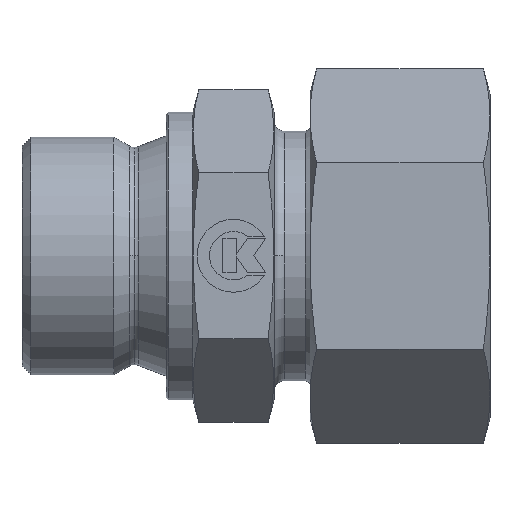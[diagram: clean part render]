
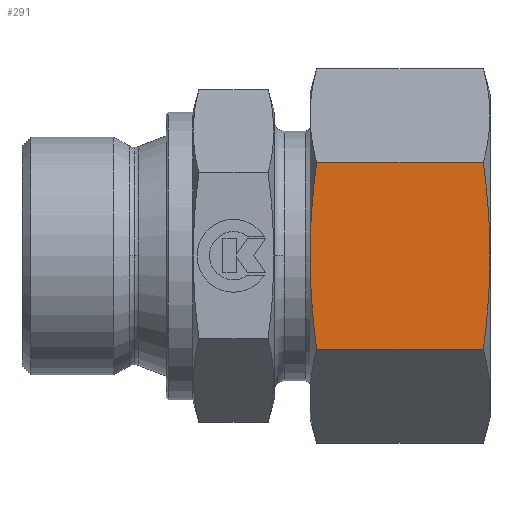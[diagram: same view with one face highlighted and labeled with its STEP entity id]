
A CAD part, top view. The second image highlights one B-rep face of the part: STEP entity #291.
In plain terms, the highlighted planar face has unit normal (0, 0, 1).
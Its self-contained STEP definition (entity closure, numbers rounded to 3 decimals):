
#291 = ADVANCED_FACE( '', ( #566 ), #567, .F. );
#566 = FACE_OUTER_BOUND( '', #865, .T. );
#567 = PLANE( '', #866 );
#865 = EDGE_LOOP( '', ( #1829, #1830, #1831, #1832, #1833, #1834 ) );
#866 = AXIS2_PLACEMENT_3D( '', #1835, #1836, #1837 );
#1829 = ORIENTED_EDGE( '', *, *, #2294, .F. );
#1830 = ORIENTED_EDGE( '', *, *, #2286, .F. );
#1831 = ORIENTED_EDGE( '', *, *, #2295, .F. );
#1832 = ORIENTED_EDGE( '', *, *, #2296, .F. );
#1833 = ORIENTED_EDGE( '', *, *, #2289, .T. );
#1834 = ORIENTED_EDGE( '', *, *, #2297, .F. );
#1835 = CARTESIAN_POINT( '', ( 30., -10.392, 18. ) );
#1836 = DIRECTION( '', ( 0., 0., -1. ) );
#1837 = DIRECTION( '', ( 0., -1., 0. ) );
#2286 = EDGE_CURVE( '', #2797, #2799, #2800, .T. );
#2289 = EDGE_CURVE( '', #2805, #2802, #2806, .T. );
#2294 = EDGE_CURVE( '', #2799, #2812, #2813, .T. );
#2295 = EDGE_CURVE( '', #2814, #2797, #2815, .T. );
#2296 = EDGE_CURVE( '', #2805, #2814, #2816, .T. );
#2297 = EDGE_CURVE( '', #2812, #2802, #2817, .T. );
#2797 = VERTEX_POINT( '', #3740 );
#2799 = VERTEX_POINT( '', #3751 );
#2800 = LINE( '', #3752, #3753 );
#2802 = VERTEX_POINT( '', #3764 );
#2805 = VERTEX_POINT( '', #3776 );
#2806 = LINE( '', #3777, #3778 );
#2812 = VERTEX_POINT( '', #3812 );
#2813 = ( B_SPLINE_CURVE( 2, ( #3814, #3815, #3816 ), .UNSPECIFIED., .F., .F. )B_SPLINE_CURVE_WITH_KNOTS( ( 3, 3 ), ( 8.684, 20.294 ), .UNSPECIFIED. )RATIONAL_B_SPLINE_CURVE( ( 1.058, 1.068, 1. ) )BOUNDED_CURVE(  )REPRESENTATION_ITEM( '' )GEOMETRIC_REPRESENTATION_ITEM(  )CURVE(  ) );
#2814 = VERTEX_POINT( '', #3823 );
#2815 = ( B_SPLINE_CURVE( 2, ( #3825, #3826, #3827 ), .UNSPECIFIED., .F., .F. )B_SPLINE_CURVE_WITH_KNOTS( ( 3, 3 ), ( 20.294, 31.904 ), .UNSPECIFIED. )RATIONAL_B_SPLINE_CURVE( ( 1., 1.068, 1.058 ) )BOUNDED_CURVE(  )REPRESENTATION_ITEM( '' )GEOMETRIC_REPRESENTATION_ITEM(  )CURVE(  ) );
#2816 = ( B_SPLINE_CURVE( 2, ( #3835, #3836, #3837 ), .UNSPECIFIED., .F., .F. )B_SPLINE_CURVE_WITH_KNOTS( ( 3, 3 ), ( 8.684, 20.294 ), .UNSPECIFIED. )RATIONAL_B_SPLINE_CURVE( ( 1.058, 1.068, 1. ) )BOUNDED_CURVE(  )REPRESENTATION_ITEM( '' )GEOMETRIC_REPRESENTATION_ITEM(  )CURVE(  ) );
#2817 = ( B_SPLINE_CURVE( 2, ( #3845, #3846, #3847 ), .UNSPECIFIED., .F., .F. )B_SPLINE_CURVE_WITH_KNOTS( ( 3, 3 ), ( 20.294, 31.904 ), .UNSPECIFIED. )RATIONAL_B_SPLINE_CURVE( ( 1., 1.068, 1.058 ) )BOUNDED_CURVE(  )REPRESENTATION_ITEM( '' )GEOMETRIC_REPRESENTATION_ITEM(  )CURVE(  ) );
#3740 = CARTESIAN_POINT( '', ( 29.254, -10.392, 18. ) );
#3751 = CARTESIAN_POINT( '', ( 10.746, -10.392, 18. ) );
#3752 = CARTESIAN_POINT( '', ( 30., -10.392, 18. ) );
#3753 = VECTOR( '', #4439, 1. );
#3764 = CARTESIAN_POINT( '', ( 10.746, 10.392, 18. ) );
#3776 = CARTESIAN_POINT( '', ( 29.254, 10.392, 18. ) );
#3777 = CARTESIAN_POINT( '', ( 30., 10.392, 18. ) );
#3778 = VECTOR( '', #4440, 1. );
#3812 = CARTESIAN_POINT( '', ( 10., 0., 18. ) );
#3814 = CARTESIAN_POINT( '', ( 10.746, -10.392, 18. ) );
#3815 = CARTESIAN_POINT( '', ( 10., -4.823, 18. ) );
#3816 = CARTESIAN_POINT( '', ( 10., 0., 18. ) );
#3823 = CARTESIAN_POINT( '', ( 30., 0., 18. ) );
#3825 = CARTESIAN_POINT( '', ( 30., 0., 18. ) );
#3826 = CARTESIAN_POINT( '', ( 30., -4.823, 18. ) );
#3827 = CARTESIAN_POINT( '', ( 29.254, -10.392, 18. ) );
#3835 = CARTESIAN_POINT( '', ( 29.254, 10.392, 18. ) );
#3836 = CARTESIAN_POINT( '', ( 30., 4.823, 18. ) );
#3837 = CARTESIAN_POINT( '', ( 30., 0., 18. ) );
#3845 = CARTESIAN_POINT( '', ( 10., 0., 18. ) );
#3846 = CARTESIAN_POINT( '', ( 10., 4.823, 18. ) );
#3847 = CARTESIAN_POINT( '', ( 10.746, 10.392, 18. ) );
#4439 = DIRECTION( '', ( -1., 0., 0. ) );
#4440 = DIRECTION( '', ( -1., 0., 0. ) );
